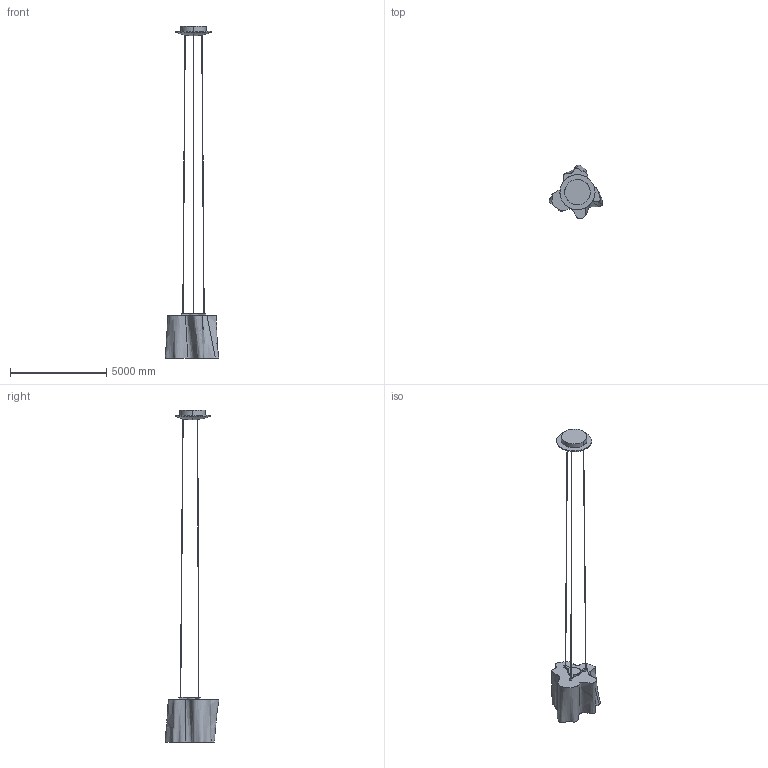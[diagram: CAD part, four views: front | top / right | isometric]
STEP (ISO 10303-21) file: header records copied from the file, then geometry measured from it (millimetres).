
FILE_DESCRIPTION(/* description */ (''),/* implementation_level */ '2;1');
FILE_NAME(/* name */ 'Logico_Mini_Sospensione_3D',/* time_stamp */ '2011-11-28T12:55:42+01:00',/* author */ (''),/* organization */ (''),/* preprocessor_version */ 'ST-DEVELOPER v10',/* originating_system */ '',/* authorisation */ '');
FILE_SCHEMA (('CONFIG_CONTROL_DESIGN'));
Length unit declared in the file: centimetre
Products named in the file (1): 1
Bounding box: 2770.25 x 2796.57 x 17230.32 mm (x, y, z)
Volume: 996585418 mm3; surface area: 35324047.8 mm2
Topology: 2 solids, 3 shells, 72 faces, 186 edges, 118 vertices
Faces by surface type: bspline 58, plane 14
Entity records: 3188 total; most frequent: CARTESIAN_POINT 2043, ORIENTED_EDGE 360, EDGE_CURVE 182, VERTEX_POINT 118, B_SPLINE_CURVE_WITH_KNOTS 108, EDGE_LOOP 79, ADVANCED_FACE 72, FACE_OUTER_BOUND 72
